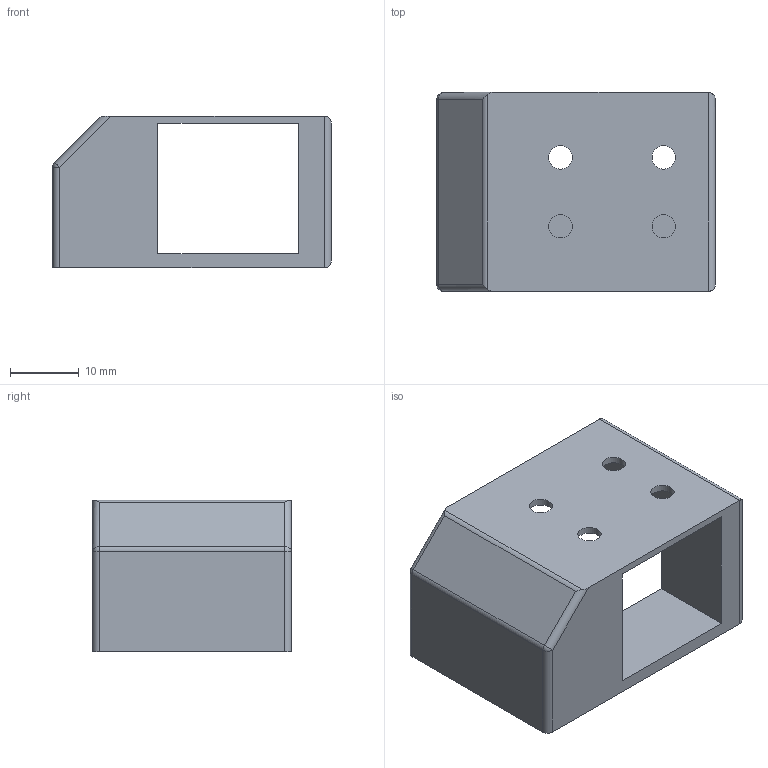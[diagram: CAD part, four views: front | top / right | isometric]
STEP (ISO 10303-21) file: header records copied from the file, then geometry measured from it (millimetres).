
FILE_DESCRIPTION(/* description */ (''),/* implementation_level */ '2;1');
FILE_NAME(/* name */ 'carriage_mount_1of2.step',/* time_stamp */ '2026-02-16T15:36:19-08:00',/* author */ (''),/* organization */ (''),/* preprocessor_version */ 'ST-DEVELOPER v20.1',/* originating_system */ 'Autodesk Translation Framework v14.24.0.0',/* authorisation */ '');
FILE_SCHEMA (('AUTOMOTIVE_DESIGN { 1 0 10303 214 3 1 1 }'));
Length unit declared in the file: millimetre
Products named in the file (4): Manuel 1.0; V4 robot arm; Gripper (3); Carriage mount
Assembly tree (3 placements, depth 4):
  Manuel 1.0
    V4 robot arm
      Gripper (3)
        Carriage mount
Bounding box: 40.5 x 28.9 x 22 mm (x, y, z)
Volume: 10669.8 mm3; surface area: 5769.1 mm2
Topology: 1 solids, 1 shells, 43 faces, 103 edges, 63 vertices
Faces by surface type: cylinder 20, plane 17, sphere 3, cone 2, torus 1
Full cylindrical faces by diameter (mm): 3.4 x4, 5 x2
Entity records: 1360 total; most frequent: DIRECTION 242, CARTESIAN_POINT 216, ORIENTED_EDGE 206, EDGE_CURVE 103, AXIS2_PLACEMENT_3D 89, LINE 64, VECTOR 64, VERTEX_POINT 63
